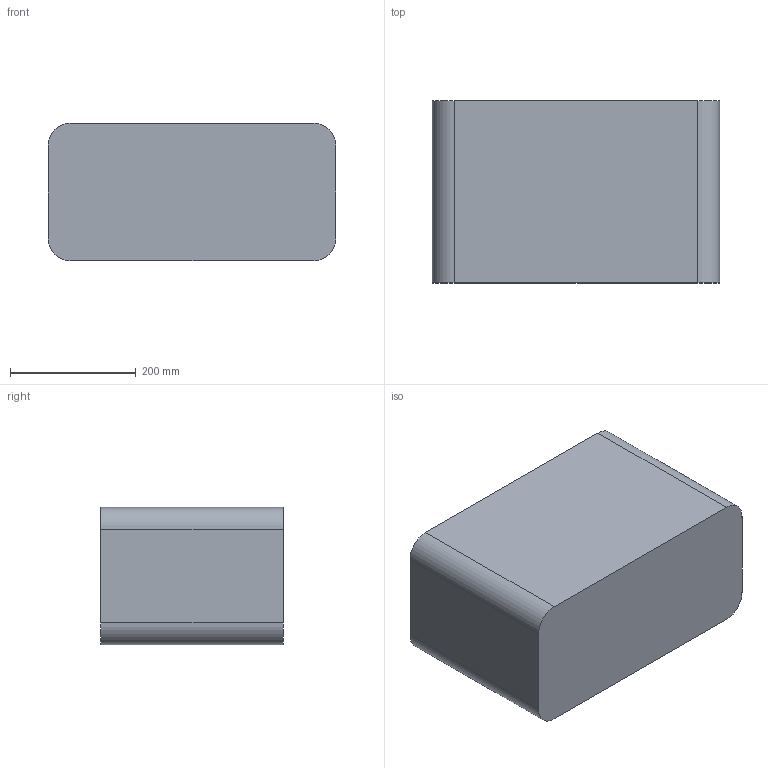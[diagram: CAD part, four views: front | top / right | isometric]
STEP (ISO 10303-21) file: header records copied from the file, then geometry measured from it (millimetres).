
FILE_DESCRIPTION (( 'STEP AP214' ), '1' );
FILE_NAME ('S4 - Gehäuse SW22.STEP', '2024-08-19T08:43:50', ( '' ), ( '' ), 'SwSTEP 2.0', 'SolidWorks 2024', '' );
FILE_SCHEMA (( 'AUTOMOTIVE_DESIGN' ));
Length unit declared in the file: millimetre
Products named in the file (1): S4 - Gehäuse SW22
Bounding box: 458 x 290 x 219 mm (x, y, z)
Volume: 28772654.5 mm3; surface area: 576797 mm2
Topology: 1 solids, 1 shells, 162 faces, 430 edges, 284 vertices
Faces by surface type: plane 104, cylinder 54, cone 4
Entity records: 5045 total; most frequent: CARTESIAN_POINT 877, DIRECTION 868, ORIENTED_EDGE 860, EDGE_CURVE 430, VECTOR 318, LINE 318, VERTEX_POINT 284, AXIS2_PLACEMENT_3D 275
